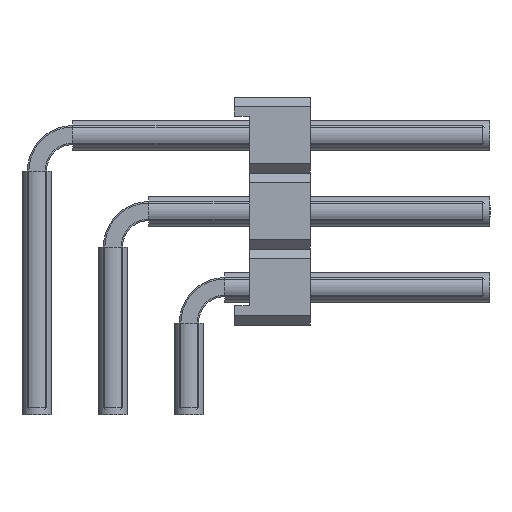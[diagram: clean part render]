
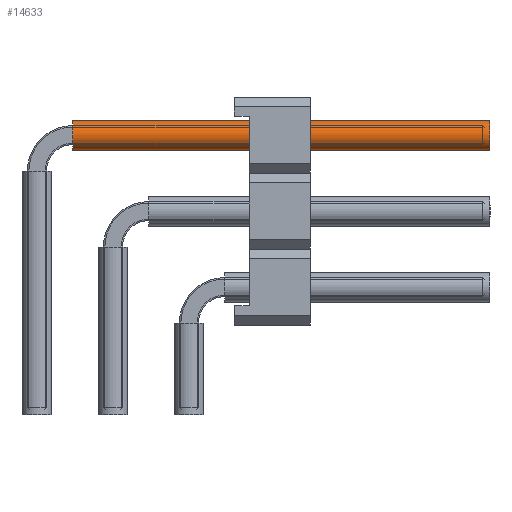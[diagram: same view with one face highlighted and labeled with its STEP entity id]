
A CAD part, left-side view. The second image highlights one B-rep face of the part: STEP entity #14633.
In plain terms, the highlighted cylindrical face has radius 0.5 mm (diameter 1 mm), a full revolution.
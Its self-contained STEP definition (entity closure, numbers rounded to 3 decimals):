
#7806=ORIENTED_EDGE('',*,*,#9976,.F.);
#7807=ORIENTED_EDGE('',*,*,#9977,.T.);
#9976=EDGE_CURVE('',#11396,#11396,#11968,.T.);
#9977=EDGE_CURVE('',#11397,#11397,#11969,.T.);
#11396=VERTEX_POINT('',#24400);
#11397=VERTEX_POINT('',#24402);
#11968=CIRCLE('',#15995,0.5);
#11969=CIRCLE('',#15996,0.5);
#12796=EDGE_LOOP('',(#7806));
#12797=EDGE_LOOP('',(#7807));
#13638=FACE_BOUND('',#12796,.T.);
#13639=FACE_BOUND('',#12797,.T.);
#13937=CYLINDRICAL_SURFACE('',#15994,0.5);
#14633=ADVANCED_FACE('',(#13638,#13639),#13937,.F.);
#15994=AXIS2_PLACEMENT_3D('',#24398,#20059,#20060);
#15995=AXIS2_PLACEMENT_3D('',#24399,#20061,#20062);
#15996=AXIS2_PLACEMENT_3D('',#24401,#20063,#20064);
#20059=DIRECTION('',(1.,0.,0.));
#20060=DIRECTION('',(0.,0.,-1.));
#20061=DIRECTION('',(-1.,0.,0.));
#20062=DIRECTION('',(0.,0.,1.));
#20063=DIRECTION('',(-1.,0.,0.));
#20064=DIRECTION('',(0.,0.,1.));
#24398=CARTESIAN_POINT('',(1.2,0.,9.35));
#24399=CARTESIAN_POINT('',(15.14,0.,9.35));
#24400=CARTESIAN_POINT('',(15.14,0.,9.85));
#24401=CARTESIAN_POINT('',(1.2,0.,9.35));
#24402=CARTESIAN_POINT('',(1.2,0.,9.85));
